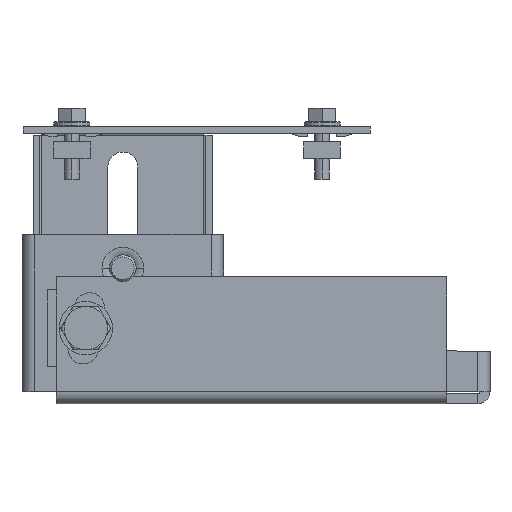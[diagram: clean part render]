
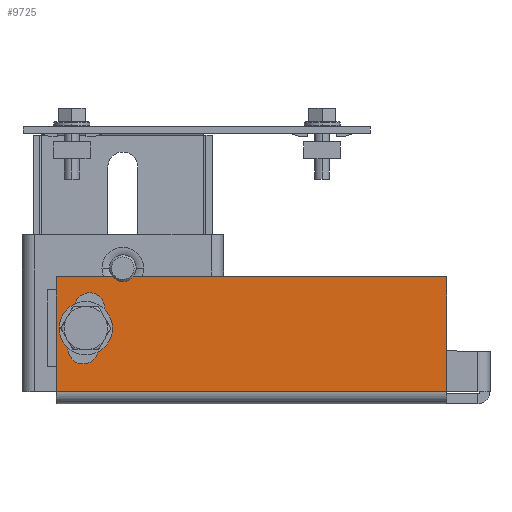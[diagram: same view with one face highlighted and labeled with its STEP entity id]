
A CAD part, left-side view. The second image highlights one B-rep face of the part: STEP entity #9725.
In plain terms, the highlighted planar face has unit normal (-1, 0, 0).
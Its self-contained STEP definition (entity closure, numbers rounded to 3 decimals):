
#36 = ORIENTED_EDGE ( 'NONE', *, *, #8021, .T. ) ;
#75 = VERTEX_POINT ( 'NONE', #9789 ) ;
#105 = ORIENTED_EDGE ( 'NONE', *, *, #6777, .T. ) ;
#273 = AXIS2_PLACEMENT_3D ( 'NONE', #9941, #5200, #410 ) ;
#354 = AXIS2_PLACEMENT_3D ( 'NONE', #3886, #9438, #4667 ) ;
#397 = EDGE_LOOP ( 'NONE', ( #105, #36, #9663, #4871, #6909 ) ) ;
#410 = DIRECTION ( 'NONE',  ( 0., 0., 1. ) ) ;
#599 = ORIENTED_EDGE ( 'NONE', *, *, #8256, .F. ) ;
#688 = VERTEX_POINT ( 'NONE', #4157 ) ;
#1098 = CARTESIAN_POINT ( 'NONE',  ( -3.1, -97., 3. ) ) ;
#1107 = CARTESIAN_POINT ( 'NONE',  ( -3.1, 7.46, 15.34 ) ) ;
#1531 = VECTOR ( 'NONE', #8185, 1000. ) ;
#1643 = EDGE_CURVE ( 'NONE', #10162, #7845, #4776, .T. ) ;
#1731 = EDGE_LOOP ( 'NONE', ( #599, #9054, #3477, #9336 ) ) ;
#1742 = LINE ( 'NONE', #9708, #9950 ) ;
#1885 = VERTEX_POINT ( 'NONE', #1107 ) ;
#2043 = CARTESIAN_POINT ( 'NONE',  ( -3.1, 20., 37.4 ) ) ;
#2077 = VERTEX_POINT ( 'NONE', #6242 ) ;
#2171 = VECTOR ( 'NONE', #9626, 1000. ) ;
#2341 = EDGE_CURVE ( 'NONE', #2077, #2380, #5526, .T. ) ;
#2380 = VERTEX_POINT ( 'NONE', #1098 ) ;
#2423 = CARTESIAN_POINT ( 'NONE',  ( -3.1, 11.933, 15.824 ) ) ;
#2425 = LINE ( 'NONE', #4071, #2171 ) ;
#3028 = CIRCLE ( 'NONE', #5583, 123.526 ) ;
#3117 = CARTESIAN_POINT ( 'NONE',  ( -3.1, 20., 3. ) ) ;
#3246 = DIRECTION ( 'NONE',  ( 0., 0., 1. ) ) ;
#3274 = CIRCLE ( 'NONE', #4485, 4.5 ) ;
#3444 = CARTESIAN_POINT ( 'NONE',  ( -3.1, -97., 2.4 ) ) ;
#3477 = ORIENTED_EDGE ( 'NONE', *, *, #2341, .F. ) ;
#3753 = PLANE ( 'NONE',  #9306 ) ;
#3760 = CIRCLE ( 'NONE', #354, 4.5 ) ;
#3869 = DIRECTION ( 'NONE',  ( 1., 0., 0. ) ) ;
#3886 = CARTESIAN_POINT ( 'NONE',  ( -3.1, 11.933, 15.824 ) ) ;
#4066 = DIRECTION ( 'NONE',  ( 1., 0., 0. ) ) ;
#4071 = CARTESIAN_POINT ( 'NONE',  ( -3.1, -97., 3. ) ) ;
#4157 = CARTESIAN_POINT ( 'NONE',  ( -3.1, 16.407, 16.309 ) ) ;
#4397 = CARTESIAN_POINT ( 'NONE',  ( -3.1, 5.546, 27.174 ) ) ;
#4485 = AXIS2_PLACEMENT_3D ( 'NONE', #2423, #7986, #3246 ) ;
#4528 = DIRECTION ( 'NONE',  ( 0., 0., 1. ) ) ;
#4667 = DIRECTION ( 'NONE',  ( 0., 0., 1. ) ) ;
#4776 = CIRCLE ( 'NONE', #8622, 4.5 ) ;
#4871 = ORIENTED_EDGE ( 'NONE', *, *, #7628, .T. ) ;
#5130 = VECTOR ( 'NONE', #5616, 1000. ) ;
#5200 = DIRECTION ( 'NONE',  ( -1., 0., 0. ) ) ;
#5304 = CARTESIAN_POINT ( 'NONE',  ( -3.1, 14.343, 29.073 ) ) ;
#5389 = LINE ( 'NONE', #9553, #5130 ) ;
#5526 = LINE ( 'NONE', #3444, #1531 ) ;
#5583 = AXIS2_PLACEMENT_3D ( 'NONE', #8816, #4066, #9622 ) ;
#5616 = DIRECTION ( 'NONE',  ( 0., -1., 0. ) ) ;
#5662 = FACE_OUTER_BOUND ( 'NONE', #1731, .T. ) ;
#6242 = CARTESIAN_POINT ( 'NONE',  ( -3.1, -97., 37.4 ) ) ;
#6777 = EDGE_CURVE ( 'NONE', #7845, #1885, #7504, .T. ) ;
#6890 = CARTESIAN_POINT ( 'NONE',  ( -3.1, -97., 2.4 ) ) ;
#6909 = ORIENTED_EDGE ( 'NONE', *, *, #1643, .T. ) ;
#7019 = VERTEX_POINT ( 'NONE', #3117 ) ;
#7336 = DIRECTION ( 'NONE',  ( 0., 0., 1. ) ) ;
#7504 = CIRCLE ( 'NONE', #273, 114.526 ) ;
#7574 = EDGE_CURVE ( 'NONE', #9035, #2077, #5389, .T. ) ;
#7576 = EDGE_CURVE ( 'NONE', #75, #688, #3274, .T. ) ;
#7628 = EDGE_CURVE ( 'NONE', #688, #10162, #3028, .T. ) ;
#7845 = VERTEX_POINT ( 'NONE', #4397 ) ;
#7986 = DIRECTION ( 'NONE',  ( 1., 0., 0. ) ) ;
#8021 = EDGE_CURVE ( 'NONE', #1885, #75, #3760, .T. ) ;
#8185 = DIRECTION ( 'NONE',  ( 0., 0., -1. ) ) ;
#8256 = EDGE_CURVE ( 'NONE', #7019, #9035, #1742, .T. ) ;
#8613 = CARTESIAN_POINT ( 'NONE',  ( -3.1, 9.945, 28.123 ) ) ;
#8622 = AXIS2_PLACEMENT_3D ( 'NONE', #8613, #3869, #9415 ) ;
#8801 = EDGE_CURVE ( 'NONE', #7019, #2380, #2425, .T. ) ;
#8816 = CARTESIAN_POINT ( 'NONE',  ( -3.1, -106.4, 3. ) ) ;
#9035 = VERTEX_POINT ( 'NONE', #2043 ) ;
#9054 = ORIENTED_EDGE ( 'NONE', *, *, #8801, .T. ) ;
#9294 = DIRECTION ( 'NONE',  ( -1., 0., 0. ) ) ;
#9306 = AXIS2_PLACEMENT_3D ( 'NONE', #6890, #9294, #4528 ) ;
#9336 = ORIENTED_EDGE ( 'NONE', *, *, #7574, .F. ) ;
#9415 = DIRECTION ( 'NONE',  ( 0., 0., 1. ) ) ;
#9438 = DIRECTION ( 'NONE',  ( 1., 0., 0. ) ) ;
#9553 = CARTESIAN_POINT ( 'NONE',  ( -3.1, -97., 37.4 ) ) ;
#9621 = FACE_BOUND ( 'NONE', #397, .T. ) ;
#9622 = DIRECTION ( 'NONE',  ( 0., 0., 1. ) ) ;
#9626 = DIRECTION ( 'NONE',  ( 0., -1., 0. ) ) ;
#9663 = ORIENTED_EDGE ( 'NONE', *, *, #7576, .T. ) ;
#9708 = CARTESIAN_POINT ( 'NONE',  ( -3.1, 20., 37.4 ) ) ;
#9725 = ADVANCED_FACE ( 'NONE', ( #9621, #5662 ), #3753, .T. ) ;
#9789 = CARTESIAN_POINT ( 'NONE',  ( -3.1, 11.933, 11.324 ) ) ;
#9941 = CARTESIAN_POINT ( 'NONE',  ( -3.1, -106.4, 3. ) ) ;
#9950 = VECTOR ( 'NONE', #7336, 1000. ) ;
#10162 = VERTEX_POINT ( 'NONE', #5304 ) ;
